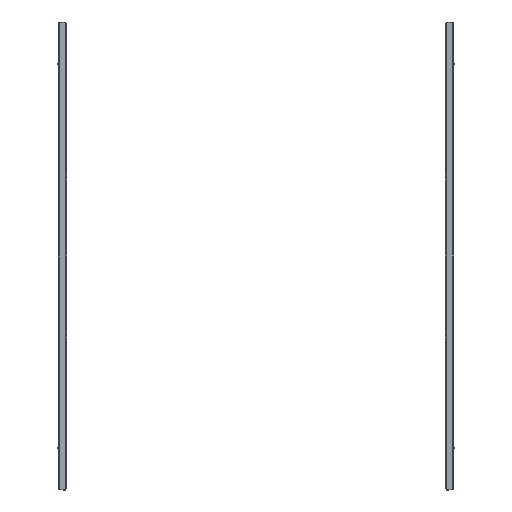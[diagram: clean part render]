
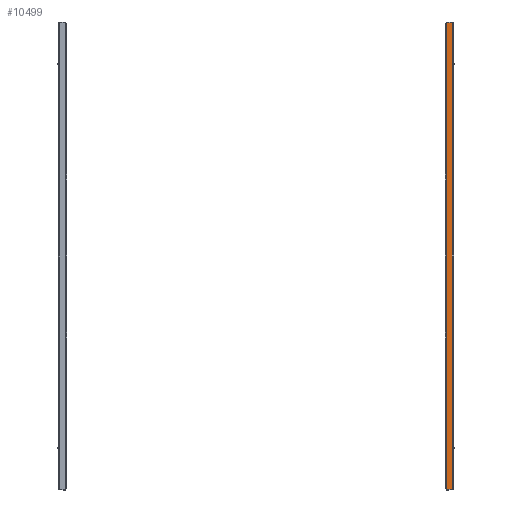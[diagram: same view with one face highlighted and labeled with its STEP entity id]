
A CAD part, front view. The second image highlights one B-rep face of the part: STEP entity #10499.
In plain terms, the highlighted planar face has unit normal (0, -1, 0).
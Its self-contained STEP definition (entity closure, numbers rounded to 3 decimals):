
#94 = DIRECTION ( 'NONE',  ( -1., 0., 0. ) ) ;
#131 = LINE ( 'NONE', #1154, #11579 ) ;
#152 = PLANE ( 'NONE',  #1481 ) ;
#538 = DIRECTION ( 'NONE',  ( 0., 0., -1. ) ) ;
#1154 = CARTESIAN_POINT ( 'NONE',  ( 0., -898.5, -476.246 ) ) ;
#1292 = VERTEX_POINT ( 'NONE', #4130 ) ;
#1395 = EDGE_CURVE ( 'NONE', #2336, #8565, #10165, .T. ) ;
#1481 = AXIS2_PLACEMENT_3D ( 'NONE', #6789, #2380, #12652 ) ;
#1945 = EDGE_CURVE ( 'NONE', #1292, #11482, #3030, .T. ) ;
#2336 = VERTEX_POINT ( 'NONE', #10890 ) ;
#2376 = LINE ( 'NONE', #4785, #3773 ) ;
#2380 = DIRECTION ( 'NONE',  ( 0., 1., 0. ) ) ;
#3030 = LINE ( 'NONE', #10481, #9464 ) ;
#3373 = DIRECTION ( 'NONE',  ( 0., 0., -1. ) ) ;
#3773 = VECTOR ( 'NONE', #8474, 1000. ) ;
#3894 = ORIENTED_EDGE ( 'NONE', *, *, #5844, .T. ) ;
#4130 = CARTESIAN_POINT ( 'NONE',  ( -13.6, -898.5, 476.246 ) ) ;
#4374 = CARTESIAN_POINT ( 'NONE',  ( -2., -898.5, -478. ) ) ;
#4475 = CARTESIAN_POINT ( 'NONE',  ( -13.6, -898.5, -476.246 ) ) ;
#4785 = CARTESIAN_POINT ( 'NONE',  ( 0., -898.5, 476.246 ) ) ;
#4933 = ORIENTED_EDGE ( 'NONE', *, *, #10601, .F. ) ;
#5844 = EDGE_CURVE ( 'NONE', #2336, #1292, #2376, .T. ) ;
#6708 = ORIENTED_EDGE ( 'NONE', *, *, #1945, .T. ) ;
#6789 = CARTESIAN_POINT ( 'NONE',  ( 0., -898.5, 478. ) ) ;
#8474 = DIRECTION ( 'NONE',  ( -1., 0., 0. ) ) ;
#8565 = VERTEX_POINT ( 'NONE', #9325 ) ;
#9299 = ORIENTED_EDGE ( 'NONE', *, *, #1395, .F. ) ;
#9325 = CARTESIAN_POINT ( 'NONE',  ( -2., -898.5, -476.246 ) ) ;
#9464 = VECTOR ( 'NONE', #538, 1000. ) ;
#9812 = VECTOR ( 'NONE', #3373, 1000. ) ;
#10165 = LINE ( 'NONE', #4374, #9812 ) ;
#10481 = CARTESIAN_POINT ( 'NONE',  ( -13.6, -898.5, 478. ) ) ;
#10499 = ADVANCED_FACE ( 'NONE', ( #14303 ), #152, .F. ) ;
#10601 = EDGE_CURVE ( 'NONE', #8565, #11482, #131, .T. ) ;
#10890 = CARTESIAN_POINT ( 'NONE',  ( -2., -898.5, 476.246 ) ) ;
#11482 = VERTEX_POINT ( 'NONE', #4475 ) ;
#11579 = VECTOR ( 'NONE', #94, 1000. ) ;
#11657 = EDGE_LOOP ( 'NONE', ( #4933, #9299, #3894, #6708 ) ) ;
#12652 = DIRECTION ( 'NONE',  ( 0., 0., 1. ) ) ;
#14303 = FACE_OUTER_BOUND ( 'NONE', #11657, .T. ) ;
